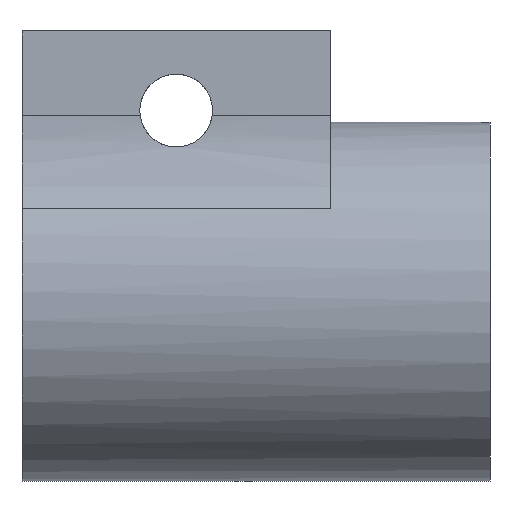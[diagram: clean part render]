
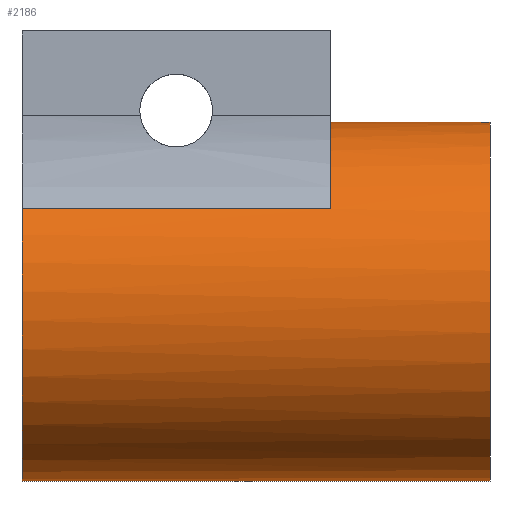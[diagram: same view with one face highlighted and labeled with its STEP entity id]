
A CAD part, left-side view. The second image highlights one B-rep face of the part: STEP entity #2186.
In plain terms, the highlighted cylindrical face has radius 6.35 mm (diameter 12.7 mm), a partial arc.
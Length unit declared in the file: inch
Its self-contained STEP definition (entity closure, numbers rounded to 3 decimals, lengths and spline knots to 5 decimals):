
#126 = DIRECTION ( 'NONE',  ( 0., 0., 1. ) ) ;
#135 = EDGE_CURVE ( 'NONE', #3885, #2323, #3438, .T. ) ;
#139 = DIRECTION ( 'NONE',  ( 0., 0., 1. ) ) ;
#150 = ORIENTED_EDGE ( 'NONE', *, *, #3486, .F. ) ;
#213 = VERTEX_POINT ( 'NONE', #2767 ) ;
#223 = CARTESIAN_POINT ( 'NONE',  ( 0., 0.2225, 0. ) ) ;
#321 = ORIENTED_EDGE ( 'NONE', *, *, #135, .F. ) ;
#529 = ORIENTED_EDGE ( 'NONE', *, *, #775, .T. ) ;
#537 = DIRECTION ( 'NONE',  ( 0., 0., 1. ) ) ;
#543 = CARTESIAN_POINT ( 'NONE',  ( 0., 0.6525, 0. ) ) ;
#592 = CARTESIAN_POINT ( 'NONE',  ( -0.21375, 0.6525, 0.12966 ) ) ;
#604 = VECTOR ( 'NONE', #1410, 39.37008 ) ;
#624 = EDGE_LOOP ( 'NONE', ( #150, #2944, #321, #529, #2614, #2314, #1394 ) ) ;
#715 = VECTOR ( 'NONE', #3734, 39.37008 ) ;
#737 = AXIS2_PLACEMENT_3D ( 'NONE', #3884, #2030, #126 ) ;
#775 = EDGE_CURVE ( 'NONE', #3885, #2946, #1554, .T. ) ;
#781 = CARTESIAN_POINT ( 'NONE',  ( 0., 0.6525, 0. ) ) ;
#1070 = CARTESIAN_POINT ( 'NONE',  ( -0.21375, 0.2225, 0.12966 ) ) ;
#1095 = DIRECTION ( 'NONE',  ( 0., 0., 1. ) ) ;
#1099 = FACE_OUTER_BOUND ( 'NONE', #624, .T. ) ;
#1218 = AXIS2_PLACEMENT_3D ( 'NONE', #3899, #2046, #139 ) ;
#1261 = VERTEX_POINT ( 'NONE', #2542 ) ;
#1266 = AXIS2_PLACEMENT_3D ( 'NONE', #543, #1807, #2760 ) ;
#1348 = CARTESIAN_POINT ( 'NONE',  ( -0.0275, 0.2225, 0.24848 ) ) ;
#1392 = CARTESIAN_POINT ( 'NONE',  ( 0., 0.6525, -0.25 ) ) ;
#1394 = ORIENTED_EDGE ( 'NONE', *, *, #3925, .T. ) ;
#1410 = DIRECTION ( 'NONE',  ( 0., -1., 0. ) ) ;
#1507 = CARTESIAN_POINT ( 'NONE',  ( 0., 0., -0.25 ) ) ;
#1554 = LINE ( 'NONE', #592, #715 ) ;
#1596 = EDGE_CURVE ( 'NONE', #3575, #2872, #2980, .T. ) ;
#1722 = CARTESIAN_POINT ( 'NONE',  ( 0., 0.6525, 0.25 ) ) ;
#1807 = DIRECTION ( 'NONE',  ( 0., -1., 0. ) ) ;
#2030 = DIRECTION ( 'NONE',  ( 0., 1., 0. ) ) ;
#2037 = DIRECTION ( 'NONE',  ( 0., -1., 0. ) ) ;
#2046 = DIRECTION ( 'NONE',  ( 0., 1., 0. ) ) ;
#2062 = EDGE_CURVE ( 'NONE', #3575, #2946, #3989, .T. ) ;
#2186 = ADVANCED_FACE ( 'NONE', ( #1099 ), #3509, .T. ) ;
#2314 = ORIENTED_EDGE ( 'NONE', *, *, #1596, .T. ) ;
#2323 = VERTEX_POINT ( 'NONE', #1348 ) ;
#2437 = DIRECTION ( 'NONE',  ( 0., 1., 0. ) ) ;
#2542 = CARTESIAN_POINT ( 'NONE',  ( 0., 0., 0.25 ) ) ;
#2614 = ORIENTED_EDGE ( 'NONE', *, *, #2062, .F. ) ;
#2760 = DIRECTION ( 'NONE',  ( 0., 0., -1. ) ) ;
#2767 = CARTESIAN_POINT ( 'NONE',  ( 0., 0.2225, 0.25 ) ) ;
#2872 = VERTEX_POINT ( 'NONE', #1507 ) ;
#2875 = AXIS2_PLACEMENT_3D ( 'NONE', #223, #2437, #537 ) ;
#2929 = CIRCLE ( 'NONE', #1218, 0.25 ) ;
#2944 = ORIENTED_EDGE ( 'NONE', *, *, #3301, .F. ) ;
#2946 = VERTEX_POINT ( 'NONE', #4060 ) ;
#2980 = LINE ( 'NONE', #1392, #3814 ) ;
#2981 = DIRECTION ( 'NONE',  ( 0., 1., 0. ) ) ;
#3009 = LINE ( 'NONE', #1722, #604 ) ;
#3027 = CARTESIAN_POINT ( 'NONE',  ( 0., 0.6525, -0.25 ) ) ;
#3301 = EDGE_CURVE ( 'NONE', #2323, #213, #3922, .T. ) ;
#3438 = CIRCLE ( 'NONE', #2875, 0.25 ) ;
#3486 = EDGE_CURVE ( 'NONE', #213, #1261, #3009, .T. ) ;
#3509 = CYLINDRICAL_SURFACE ( 'NONE', #1266, 0.25 ) ;
#3575 = VERTEX_POINT ( 'NONE', #3027 ) ;
#3734 = DIRECTION ( 'NONE',  ( 0., 1., 0. ) ) ;
#3814 = VECTOR ( 'NONE', #2037, 39.37008 ) ;
#3884 = CARTESIAN_POINT ( 'NONE',  ( 0., 0.2225, 0. ) ) ;
#3885 = VERTEX_POINT ( 'NONE', #1070 ) ;
#3899 = CARTESIAN_POINT ( 'NONE',  ( 0., 0., 0. ) ) ;
#3922 = CIRCLE ( 'NONE', #737, 0.25 ) ;
#3925 = EDGE_CURVE ( 'NONE', #2872, #1261, #2929, .T. ) ;
#3989 = CIRCLE ( 'NONE', #4067, 0.25 ) ;
#4060 = CARTESIAN_POINT ( 'NONE',  ( -0.21375, 0.6525, 0.12966 ) ) ;
#4067 = AXIS2_PLACEMENT_3D ( 'NONE', #781, #2981, #1095 ) ;
